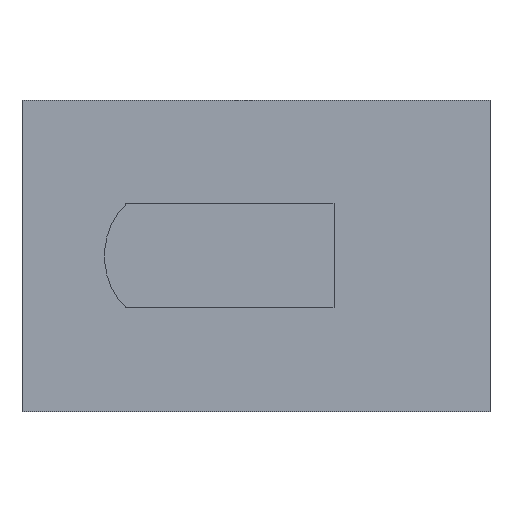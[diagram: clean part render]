
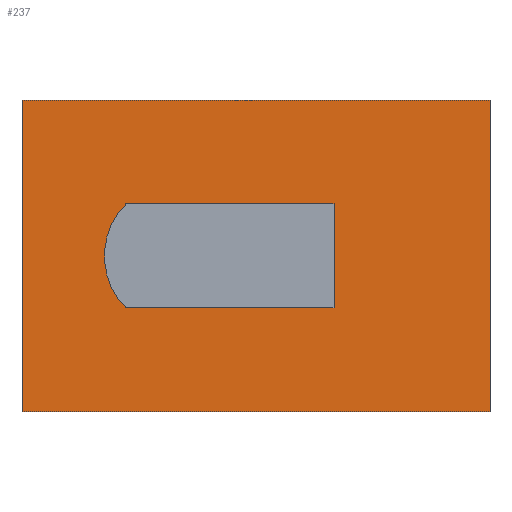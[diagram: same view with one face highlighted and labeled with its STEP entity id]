
A CAD part, top view. The second image highlights one B-rep face of the part: STEP entity #237.
In plain terms, the highlighted planar face has unit normal (0, 0, 1).
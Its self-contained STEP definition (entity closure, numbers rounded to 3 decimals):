
#187=CARTESIAN_POINT('',(0.,0.,0.));
#188=DIRECTION('',(0.,0.,1.));
#189=DIRECTION('',(1.,0.,0.));
#190=AXIS2_PLACEMENT_3D('',#187,#188,#189);
#191=PLANE('',#190);
#192=CARTESIAN_POINT('',(0.,5.5,0.));
#193=VERTEX_POINT('',#192);
#194=CARTESIAN_POINT('',(0.,0.,0.));
#195=DIRECTION('',(0.,-0.,1.));
#196=DIRECTION('',(0.,1.,0.));
#197=AXIS2_PLACEMENT_3D('',#194,#195,#196);
#198=CIRCLE('',#197,5.5);
#199=EDGE_CURVE('0:273',#193,#193,#198,.T.);
#200=ORIENTED_EDGE('',*,*,#199,.F.);
#201=EDGE_LOOP('',(#200));
#202=FACE_BOUND('',#201,.T.);
#203=CARTESIAN_POINT('',(40.,20.,0.));
#204=VERTEX_POINT('',#203);
#205=CARTESIAN_POINT('',(40.,-20.,0.));
#206=VERTEX_POINT('',#205);
#207=CARTESIAN_POINT('',(40.,20.,0.));
#208=DIRECTION('',(0.,-1.,0.));
#209=VECTOR('',#208,40.);
#210=LINE('',#207,#209);
#211=EDGE_CURVE('0:276',#204,#206,#210,.T.);
#212=ORIENTED_EDGE('',*,*,#211,.F.);
#213=CARTESIAN_POINT('',(-20.,20.,0.));
#214=VERTEX_POINT('',#213);
#215=CARTESIAN_POINT('',(-20.,20.,0.));
#216=DIRECTION('',(1.,0.,-0.));
#217=VECTOR('',#216,60.);
#218=LINE('',#215,#217);
#219=EDGE_CURVE('0:279',#214,#204,#218,.T.);
#220=ORIENTED_EDGE('',*,*,#219,.F.);
#221=CARTESIAN_POINT('',(-20.,-20.,0.));
#222=VERTEX_POINT('',#221);
#223=CARTESIAN_POINT('',(-20.,-20.,0.));
#224=DIRECTION('',(0.,1.,0.));
#225=VECTOR('',#224,40.);
#226=LINE('',#223,#225);
#227=EDGE_CURVE('0:282',#222,#214,#226,.T.);
#228=ORIENTED_EDGE('',*,*,#227,.F.);
#229=CARTESIAN_POINT('',(40.,-20.,0.));
#230=DIRECTION('',(-1.,0.,0.));
#231=VECTOR('',#230,60.);
#232=LINE('',#229,#231);
#233=EDGE_CURVE('0:285',#206,#222,#232,.T.);
#234=ORIENTED_EDGE('',*,*,#233,.F.);
#235=EDGE_LOOP('',(#212,#220,#228,#234));
#236=FACE_BOUND('',#235,.T.);
#237=ADVANCED_FACE('0:270',(#202,#236),#191,.T.);
